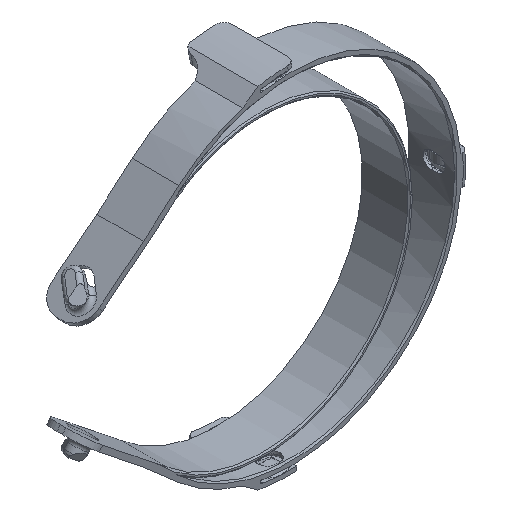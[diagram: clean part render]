
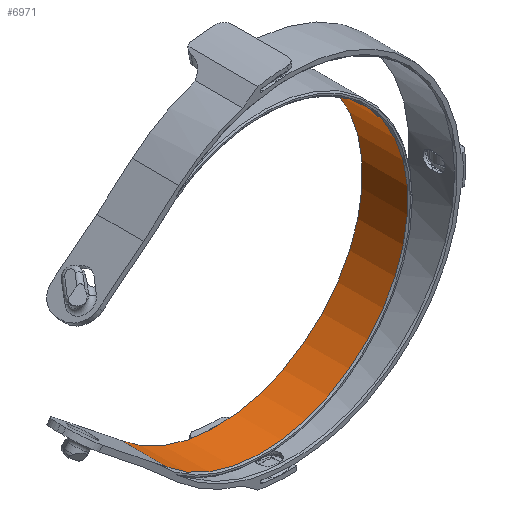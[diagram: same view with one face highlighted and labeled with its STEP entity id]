
A CAD part, isometric view. The second image highlights one B-rep face of the part: STEP entity #6971.
In plain terms, the highlighted cylindrical face has radius 53 mm (diameter 106 mm), a partial arc.
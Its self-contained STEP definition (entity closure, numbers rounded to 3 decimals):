
#938=LINE('',#9060,#1323);
#939=LINE('',#9063,#1324);
#1323=VECTOR('',#7825,10.);
#1324=VECTOR('',#7828,10.);
#1708=CYLINDRICAL_SURFACE('',#7397,53.);
#1808=FACE_OUTER_BOUND('',#2218,.T.);
#2218=EDGE_LOOP('',(#4723,#4724,#4725,#4726));
#2679=CIRCLE('',#7396,53.);
#2680=CIRCLE('',#7398,53.);
#2850=VERTEX_POINT('',#9046);
#2853=VERTEX_POINT('',#9053);
#2854=VERTEX_POINT('',#9059);
#2855=VERTEX_POINT('',#9061);
#3599=EDGE_CURVE('',#2853,#2850,#2679,.T.);
#3600=EDGE_CURVE('',#2853,#2854,#938,.T.);
#3601=EDGE_CURVE('',#2855,#2854,#2680,.T.);
#3602=EDGE_CURVE('',#2850,#2855,#939,.T.);
#4723=ORIENTED_EDGE('',*,*,#3599,.F.);
#4724=ORIENTED_EDGE('',*,*,#3600,.T.);
#4725=ORIENTED_EDGE('',*,*,#3601,.F.);
#4726=ORIENTED_EDGE('',*,*,#3602,.F.);
#6971=ADVANCED_FACE('',(#1808),#1708,.F.);
#7396=AXIS2_PLACEMENT_3D('',#9057,#7821,#7822);
#7397=AXIS2_PLACEMENT_3D('',#9058,#7823,#7824);
#7398=AXIS2_PLACEMENT_3D('',#9062,#7826,#7827);
#7821=DIRECTION('center_axis',(0.,1.,0.));
#7822=DIRECTION('ref_axis',(0.652,0.,-0.758));
#7823=DIRECTION('center_axis',(0.,1.,0.));
#7824=DIRECTION('ref_axis',(1.,0.,0.));
#7825=DIRECTION('',(0.,1.,0.));
#7826=DIRECTION('center_axis',(0.,-1.,0.));
#7827=DIRECTION('ref_axis',(-0.652,0.,0.758));
#7828=DIRECTION('',(0.,1.,0.));
#9046=CARTESIAN_POINT('',(-34.55,0.5,-40.191));
#9053=CARTESIAN_POINT('',(-34.55,0.5,40.191));
#9057=CARTESIAN_POINT('Origin',(0.,0.5,0.));
#9058=CARTESIAN_POINT('Origin',(0.,0.,0.));
#9059=CARTESIAN_POINT('',(-34.55,17.,40.191));
#9060=CARTESIAN_POINT('',(-34.55,0.,40.191));
#9061=CARTESIAN_POINT('',(-34.55,17.,-40.191));
#9062=CARTESIAN_POINT('Origin',(0.,17.,0.));
#9063=CARTESIAN_POINT('',(-34.55,0.,-40.191));
